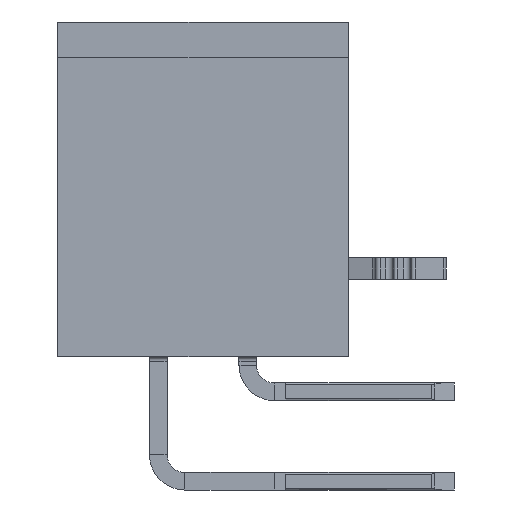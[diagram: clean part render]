
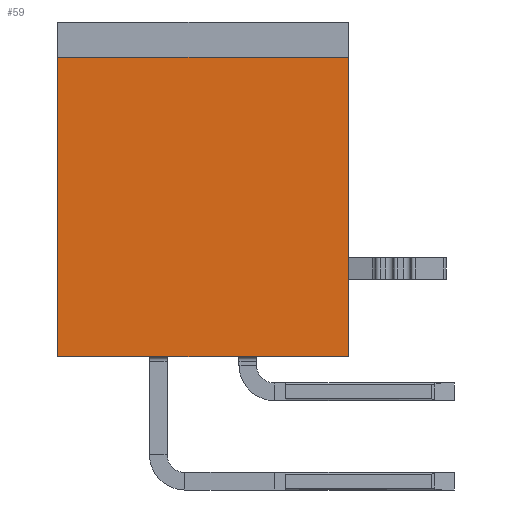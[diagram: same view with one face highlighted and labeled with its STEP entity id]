
A CAD part, left-side view. The second image highlights one B-rep face of the part: STEP entity #59.
In plain terms, the highlighted planar face has unit normal (-1, 0, 0).
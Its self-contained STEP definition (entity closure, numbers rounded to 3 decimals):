
#20=CARTESIAN_POINT('',(-10.61,0.,-4.75));
#21=DIRECTION('',(0.,-1.,0.));
#22=DIRECTION('',(-1.,0.,0.));
#23=AXIS2_PLACEMENT_3D('',#20,#22,#21);
#24=PLANE('',#23);
#25=CARTESIAN_POINT('',(-10.61,-4.125,-9.5));
#26=VERTEX_POINT('',#25);
#27=CARTESIAN_POINT('',(-10.61,-4.125,-1.));
#28=VERTEX_POINT('',#27);
#29=CARTESIAN_POINT('',(-10.61,-4.125,-9.5));
#30=DIRECTION('',(0.,0.,1.));
#31=VECTOR('',#30,8.5);
#32=LINE('',#29,#31);
#33=EDGE_CURVE('',#26,#28,#32,.T.);
#34=ORIENTED_EDGE('',*,*,#33,.T.);
#35=CARTESIAN_POINT('',(-10.61,4.125,-1.));
#36=VERTEX_POINT('',#35);
#37=CARTESIAN_POINT('',(-10.61,-4.125,-1.));
#38=DIRECTION('',(0.,1.,0.));
#39=VECTOR('',#38,8.25);
#40=LINE('',#37,#39);
#41=EDGE_CURVE('',#28,#36,#40,.T.);
#42=ORIENTED_EDGE('',*,*,#41,.T.);
#43=CARTESIAN_POINT('',(-10.61,4.125,-9.5));
#44=VERTEX_POINT('',#43);
#45=CARTESIAN_POINT('',(-10.61,4.125,-1.));
#46=DIRECTION('',(0.,0.,-1.));
#47=VECTOR('',#46,8.5);
#48=LINE('',#45,#47);
#49=EDGE_CURVE('',#36,#44,#48,.T.);
#50=ORIENTED_EDGE('',*,*,#49,.T.);
#51=CARTESIAN_POINT('',(-10.61,4.125,-9.5));
#52=DIRECTION('',(0.,-1.,0.));
#53=VECTOR('',#52,8.25);
#54=LINE('',#51,#53);
#55=EDGE_CURVE('',#44,#26,#54,.T.);
#56=ORIENTED_EDGE('',*,*,#55,.T.);
#57=EDGE_LOOP('',(#34,#42,#50,#56));
#58=FACE_OUTER_BOUND('',#57,.T.);
#59=ADVANCED_FACE('',(#58),#24,.T.);
